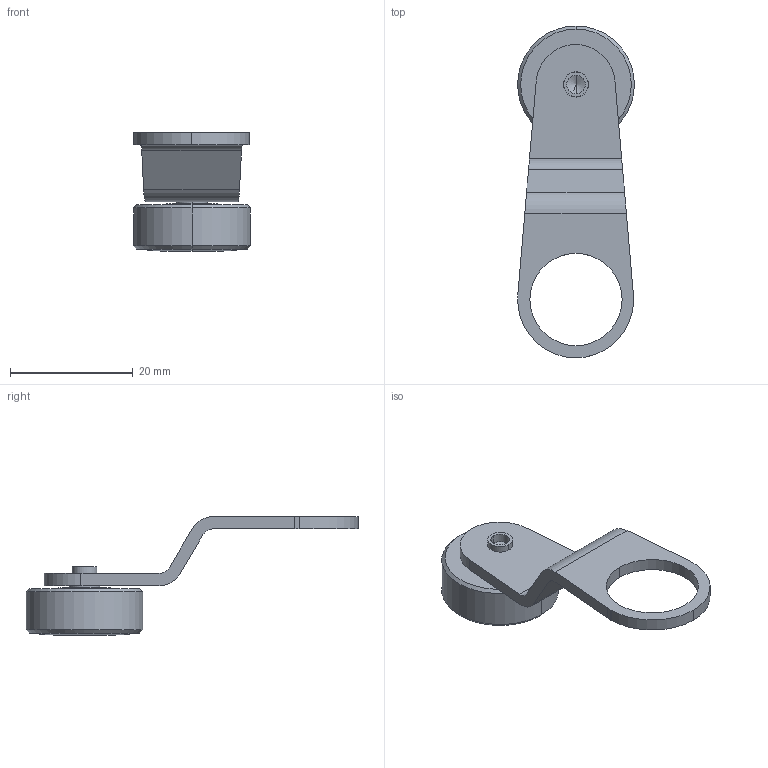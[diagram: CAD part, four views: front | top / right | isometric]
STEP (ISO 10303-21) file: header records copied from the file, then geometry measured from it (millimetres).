
FILE_DESCRIPTION(('STEP AP214'),'1');
FILE_NAME('cctmp_4C067B20-1D0D-47AB-BA8D-025BC47E6C38_2023_07_21_11_59_46_0666..stp','2023-07-21T09:59:46',('SIEMENS A&D'),('CADClick - www.CADClick.com'),'Spatial InterOp 3D postprocessed',' ','unknown authorization');
FILE_SCHEMA(('AUTOMOTIVE_DESIGN'));
Length unit declared in the file: millimetre
Products named in the file (4): cc_unnamed; 2023_07_21_11_59_46_0655; 2023_07_21_11_59_46_0651; 2023_07_21_11_59_46_0647
Assembly tree (3 placements, depth 2):
  cc_unnamed
    2023_07_21_11_59_46_0655
    2023_07_21_11_59_46_0651
    2023_07_21_11_59_46_0647
Bounding box: 19 x 54 x 19.34 mm (x, y, z)
Volume: 3406.6 mm3; surface area: 2991.7 mm2
Topology: 3 solids, 3 shells, 55 faces, 126 edges, 79 vertices
Faces by surface type: cylinder 25, plane 16, cone 12, torus 2
Entity records: 1837 total; most frequent: DIRECTION 308, CARTESIAN_POINT 262, ORIENTED_EDGE 248, AXIS2_PLACEMENT_3D 125, EDGE_CURVE 124, VERTEX_POINT 79, EDGE_LOOP 65, STYLED_ITEM 58
